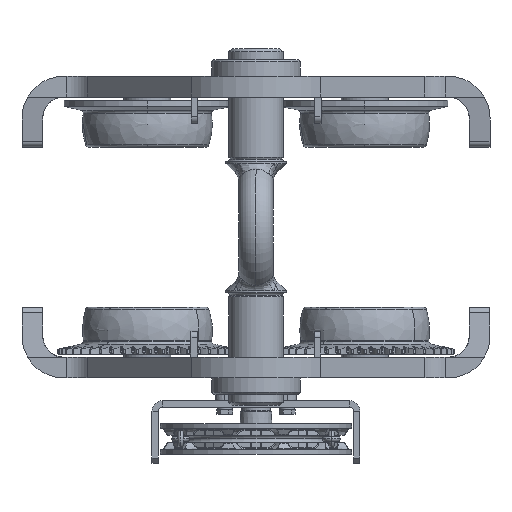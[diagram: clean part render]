
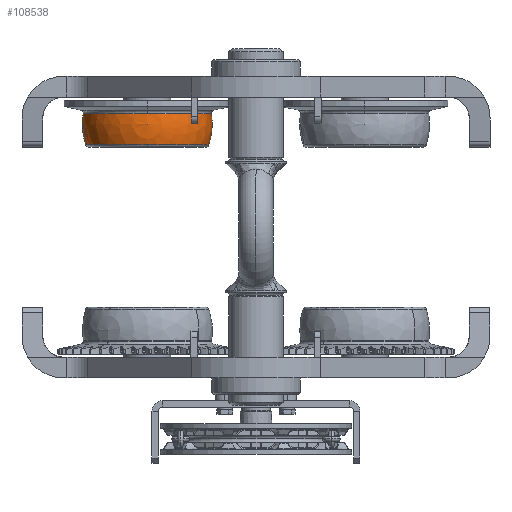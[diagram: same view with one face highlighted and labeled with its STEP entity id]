
A CAD part, front view. The second image highlights one B-rep face of the part: STEP entity #108538.
In plain terms, the highlighted spherical face has radius 62.5 mm.
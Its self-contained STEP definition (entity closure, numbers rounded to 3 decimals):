
#11857 = CARTESIAN_POINT ( 'NONE',  ( 159.728, -55., 156.042 ) ) ;
#11858 = CARTESIAN_POINT ( 'NONE',  ( 100.5, -114.228, 156.042 ) ) ;
#11865 = DIRECTION ( 'NONE',  ( 0., 1., 0. ) ) ;
#11866 = DIRECTION ( 'NONE',  ( 0., 0., 1. ) ) ;
#11867 = CARTESIAN_POINT ( 'NONE',  ( 100.5, -55., 156.042 ) ) ;
#11868 = AXIS2_PLACEMENT_3D ( 'NONE', #11867, #11866, #11865 ) ;
#11869 = DIRECTION ( 'NONE',  ( -1., 0., 0. ) ) ;
#11870 = DIRECTION ( 'NONE',  ( 0., -1., 0. ) ) ;
#11871 = AXIS2_PLACEMENT_3D ( 'NONE', #11873, #11870, #11869 ) ;
#11872 = CIRCLE ( 'NONE', #11868, 59.228 ) ;
#11873 = CARTESIAN_POINT ( 'NONE',  ( 100.5, -55., 176. ) ) ;
#11874 = SPHERICAL_SURFACE ( 'NONE', #11871, 62.5 ) ;
#11875 = FACE_OUTER_BOUND ( 'NONE', #108540, .T. ) ;
#11917 = CARTESIAN_POINT ( 'NONE',  ( 100.5, -55., 176. ) ) ;
#11918 = AXIS2_PLACEMENT_3D ( 'NONE', #11917, #11947, #11946 ) ;
#11919 = CIRCLE ( 'NONE', #11918, 62.5 ) ;
#11923 = CARTESIAN_POINT ( 'NONE',  ( 100.5, -116.664, 186.186 ) ) ;
#11935 = CARTESIAN_POINT ( 'NONE',  ( 38.836, -55., 186.186 ) ) ;
#11936 = DIRECTION ( 'NONE',  ( 0., 1., 0. ) ) ;
#11937 = DIRECTION ( 'NONE',  ( 0., 0., 1. ) ) ;
#11938 = CARTESIAN_POINT ( 'NONE',  ( 100.5, -55., 186.186 ) ) ;
#11939 = AXIS2_PLACEMENT_3D ( 'NONE', #11938, #11937, #11936 ) ;
#11940 = CIRCLE ( 'NONE', #11939, 61.664 ) ;
#11946 = DIRECTION ( 'NONE',  ( 1., 0., 0. ) ) ;
#11947 = DIRECTION ( 'NONE',  ( 0., -1., 0. ) ) ;
#11964 = CARTESIAN_POINT ( 'NONE',  ( 162.164, -55., 186.186 ) ) ;
#11967 = CARTESIAN_POINT ( 'NONE',  ( 100.5, -55., 156.042 ) ) ;
#11969 = CARTESIAN_POINT ( 'NONE',  ( 41.272, -55., 156.042 ) ) ;
#11970 = DIRECTION ( 'NONE',  ( -1., 0., 0. ) ) ;
#11971 = DIRECTION ( 'NONE',  ( 0., 1., 0. ) ) ;
#11973 = CARTESIAN_POINT ( 'NONE',  ( 100.5, -55., 176. ) ) ;
#11974 = AXIS2_PLACEMENT_3D ( 'NONE', #11973, #11971, #11970 ) ;
#11977 = CIRCLE ( 'NONE', #11974, 62.5 ) ;
#12012 = DIRECTION ( 'NONE',  ( 0., 1., 0. ) ) ;
#12029 = DIRECTION ( 'NONE',  ( 0., 0., 1. ) ) ;
#12030 = AXIS2_PLACEMENT_3D ( 'NONE', #11967, #12029, #12012 ) ;
#12031 = CIRCLE ( 'NONE', #12030, 59.228 ) ;
#12047 = DIRECTION ( 'NONE',  ( 0., 1., 0. ) ) ;
#12048 = DIRECTION ( 'NONE',  ( 0., 0., 1. ) ) ;
#12049 = CARTESIAN_POINT ( 'NONE',  ( 100.5, -55., 186.186 ) ) ;
#12050 = AXIS2_PLACEMENT_3D ( 'NONE', #12049, #12048, #12047 ) ;
#12051 = CIRCLE ( 'NONE', #12050, 61.664 ) ;
#108538 = ADVANCED_FACE ( 'NONE', ( #11875 ), #11874, .T. ) ;
#108540 = EDGE_LOOP ( 'NONE', ( #108542, #108555, #108594, #108601, #108611, #108625 ) ) ;
#108542 = ORIENTED_EDGE ( 'NONE', *, *, #108543, .T. ) ;
#108543 = EDGE_CURVE ( 'NONE', #108549, #108551, #11872, .T. ) ;
#108549 = VERTEX_POINT ( 'NONE', #11858 ) ;
#108551 = VERTEX_POINT ( 'NONE', #11857 ) ;
#108555 = ORIENTED_EDGE ( 'NONE', *, *, #108592, .T. ) ;
#108587 = VERTEX_POINT ( 'NONE', #11923 ) ;
#108591 = VERTEX_POINT ( 'NONE', #11964 ) ;
#108592 = EDGE_CURVE ( 'NONE', #108551, #108591, #11919, .T. ) ;
#108594 = ORIENTED_EDGE ( 'NONE', *, *, #108652, .F. ) ;
#108601 = ORIENTED_EDGE ( 'NONE', *, *, #108605, .F. ) ;
#108605 = EDGE_CURVE ( 'NONE', #108607, #108587, #11940, .T. ) ;
#108607 = VERTEX_POINT ( 'NONE', #11935 ) ;
#108611 = ORIENTED_EDGE ( 'NONE', *, *, #108617, .F. ) ;
#108617 = EDGE_CURVE ( 'NONE', #108619, #108607, #11977, .T. ) ;
#108619 = VERTEX_POINT ( 'NONE', #11969 ) ;
#108625 = ORIENTED_EDGE ( 'NONE', *, *, #108627, .T. ) ;
#108627 = EDGE_CURVE ( 'NONE', #108619, #108549, #12031, .T. ) ;
#108652 = EDGE_CURVE ( 'NONE', #108587, #108591, #12051, .T. ) ;
